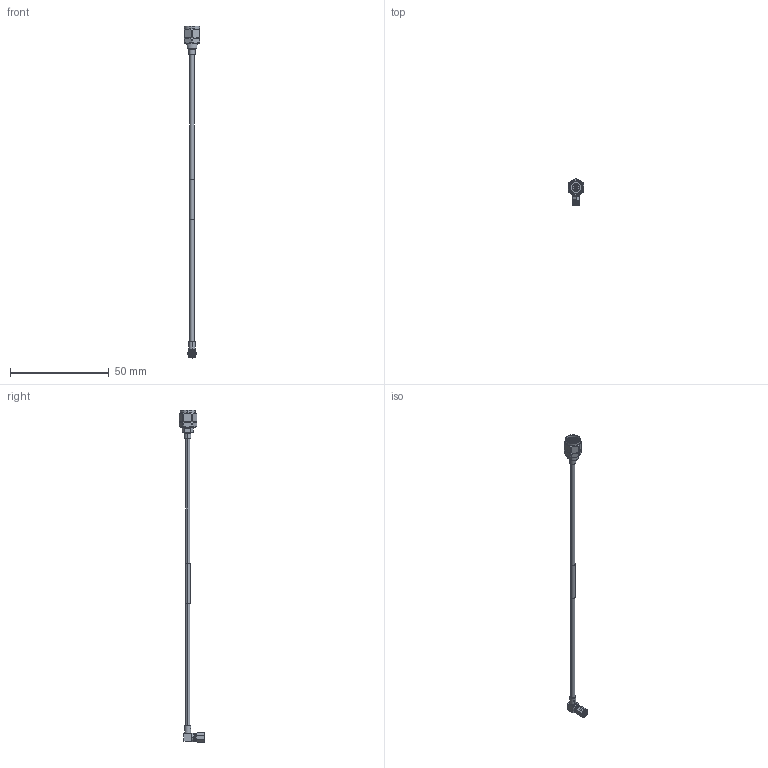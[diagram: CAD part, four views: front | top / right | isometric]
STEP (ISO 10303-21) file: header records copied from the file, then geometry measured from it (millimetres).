
FILE_DESCRIPTION (( 'STEP AP214' ), '1' );
FILE_NAME ('FMCA100340_3D.step', '2025-11-11T18:13:18', ( '' ), ( '' ), 'SwSTEP 2.0', 'SolidWorks 2025', '' );
FILE_SCHEMA (( 'AUTOMOTIVE_DESIGN' ));
Length unit declared in the file: inch
Products named in the file (4): PE-SR405FL_WITH LABEL; PE45384／FMCN1269(Ticket #1333)_默认; PE45413; FMCA100340_3D
Assembly tree (3 placements, depth 2):
  FMCA100340_3D
    PE-SR405FL_WITH LABEL
    PE45413
    PE45384／FMCN1269(Ticket #1333)_默认
Bounding box: 7.92 x 13.15 x 168.23 mm (x, y, z)
Volume: 1046.5 mm3; surface area: 2301.1 mm2
Topology: 5 solids, 5 shells, 246 faces, 594 edges, 381 vertices
Faces by surface type: cylinder 106, plane 95, cone 33, torus 6, bspline 6
Entity records: 9798 total; most frequent: CARTESIAN_POINT 4040, ORIENTED_EDGE 1188, DIRECTION 1165, EDGE_CURVE 594, AXIS2_PLACEMENT_3D 466, VERTEX_POINT 381, EDGE_LOOP 283, FACE_OUTER_BOUND 246
